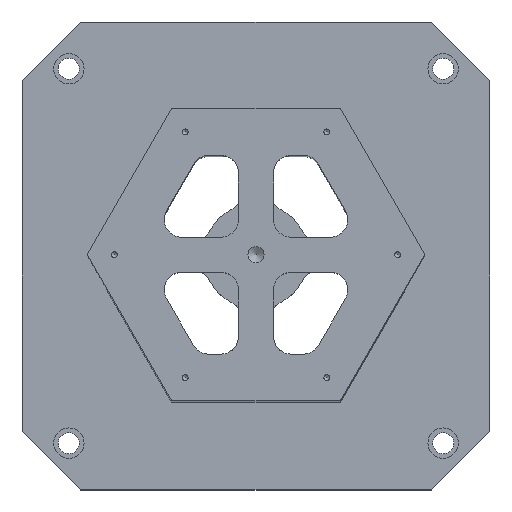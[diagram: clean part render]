
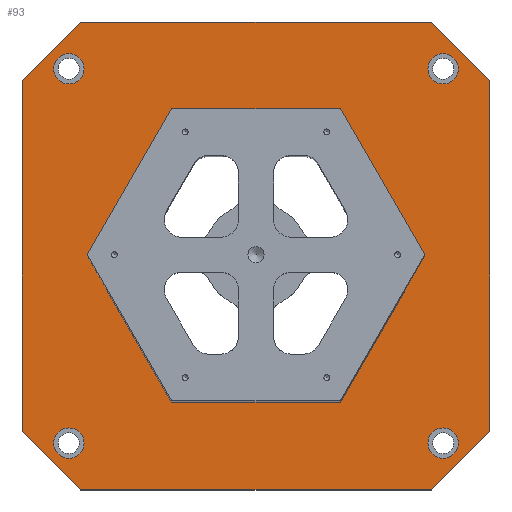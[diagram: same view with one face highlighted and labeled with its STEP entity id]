
A CAD part, top view. The second image highlights one B-rep face of the part: STEP entity #93.
In plain terms, the highlighted planar face has unit normal (0, 0, 1).
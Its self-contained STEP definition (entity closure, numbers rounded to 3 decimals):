
#93 = ADVANCED_FACE( '', ( #261, #262, #263, #264, #265, #266 ), #267, .T. );
#261 = FACE_BOUND( '', #574, .T. );
#262 = FACE_BOUND( '', #575, .T. );
#263 = FACE_BOUND( '', #576, .T. );
#264 = FACE_BOUND( '', #577, .T. );
#265 = FACE_BOUND( '', #578, .T. );
#266 = FACE_OUTER_BOUND( '', #579, .T. );
#267 = PLANE( '', #580 );
#574 = EDGE_LOOP( '', ( #1084 ) );
#575 = EDGE_LOOP( '', ( #1085 ) );
#576 = EDGE_LOOP( '', ( #1086 ) );
#577 = EDGE_LOOP( '', ( #1087 ) );
#578 = EDGE_LOOP( '', ( #1088, #1089, #1090, #1091, #1092, #1093 ) );
#579 = EDGE_LOOP( '', ( #1094, #1095, #1096, #1097, #1098, #1099, #1100, #1101 ) );
#580 = AXIS2_PLACEMENT_3D( '', #1102, #1103, #1104 );
#1084 = ORIENTED_EDGE( '', *, *, #2014, .T. );
#1085 = ORIENTED_EDGE( '', *, *, #2015, .T. );
#1086 = ORIENTED_EDGE( '', *, *, #2016, .T. );
#1087 = ORIENTED_EDGE( '', *, *, #2017, .T. );
#1088 = ORIENTED_EDGE( '', *, *, #2013, .F. );
#1089 = ORIENTED_EDGE( '', *, *, #2011, .F. );
#1090 = ORIENTED_EDGE( '', *, *, #2009, .F. );
#1091 = ORIENTED_EDGE( '', *, *, #2007, .F. );
#1092 = ORIENTED_EDGE( '', *, *, #2005, .F. );
#1093 = ORIENTED_EDGE( '', *, *, #1973, .F. );
#1094 = ORIENTED_EDGE( '', *, *, #2018, .T. );
#1095 = ORIENTED_EDGE( '', *, *, #2019, .T. );
#1096 = ORIENTED_EDGE( '', *, *, #1924, .T. );
#1097 = ORIENTED_EDGE( '', *, *, #1848, .T. );
#1098 = ORIENTED_EDGE( '', *, *, #2020, .T. );
#1099 = ORIENTED_EDGE( '', *, *, #2021, .T. );
#1100 = ORIENTED_EDGE( '', *, *, #2022, .T. );
#1101 = ORIENTED_EDGE( '', *, *, #2023, .T. );
#1102 = CARTESIAN_POINT( '', ( -200., -200., 50. ) );
#1103 = DIRECTION( '', ( 0., 0., 1. ) );
#1104 = DIRECTION( '', ( 1., 0., 0. ) );
#1848 = EDGE_CURVE( '', #2176, #2177, #2178, .F. );
#1924 = EDGE_CURVE( '', #2319, #2176, #2320, .T. );
#1973 = EDGE_CURVE( '', #2408, #2410, #2411, .T. );
#2005 = EDGE_CURVE( '', #2410, #2473, #2474, .T. );
#2007 = EDGE_CURVE( '', #2473, #2476, #2477, .T. );
#2009 = EDGE_CURVE( '', #2476, #2479, #2480, .T. );
#2011 = EDGE_CURVE( '', #2479, #2482, #2483, .T. );
#2013 = EDGE_CURVE( '', #2482, #2408, #2485, .T. );
#2014 = EDGE_CURVE( '', #2486, #2486, #2487, .T. );
#2015 = EDGE_CURVE( '', #2488, #2488, #2489, .T. );
#2016 = EDGE_CURVE( '', #2490, #2490, #2491, .T. );
#2017 = EDGE_CURVE( '', #2492, #2492, #2493, .T. );
#2018 = EDGE_CURVE( '', #2494, #2495, #2496, .T. );
#2019 = EDGE_CURVE( '', #2495, #2319, #2497, .F. );
#2020 = EDGE_CURVE( '', #2177, #2498, #2499, .T. );
#2021 = EDGE_CURVE( '', #2498, #2500, #2501, .F. );
#2022 = EDGE_CURVE( '', #2500, #2502, #2503, .T. );
#2023 = EDGE_CURVE( '', #2502, #2494, #2504, .F. );
#2176 = VERTEX_POINT( '', #2706 );
#2177 = VERTEX_POINT( '', #2707 );
#2178 = LINE( '', #2708, #2709 );
#2319 = VERTEX_POINT( '', #2898 );
#2320 = LINE( '', #2899, #2900 );
#2408 = VERTEX_POINT( '', #3007 );
#2410 = VERTEX_POINT( '', #3010 );
#2411 = LINE( '', #3011, #3012 );
#2473 = VERTEX_POINT( '', #3089 );
#2474 = LINE( '', #3090, #3091 );
#2476 = VERTEX_POINT( '', #3094 );
#2477 = LINE( '', #3095, #3096 );
#2479 = VERTEX_POINT( '', #3099 );
#2480 = LINE( '', #3100, #3101 );
#2482 = VERTEX_POINT( '', #3104 );
#2483 = LINE( '', #3105, #3106 );
#2485 = LINE( '', #3109, #3110 );
#2486 = VERTEX_POINT( '', #3111 );
#2487 = CIRCLE( '', #3112, 13. );
#2488 = VERTEX_POINT( '', #3113 );
#2489 = CIRCLE( '', #3114, 13. );
#2490 = VERTEX_POINT( '', #3115 );
#2491 = CIRCLE( '', #3116, 13. );
#2492 = VERTEX_POINT( '', #3117 );
#2493 = CIRCLE( '', #3118, 13. );
#2494 = VERTEX_POINT( '', #3119 );
#2495 = VERTEX_POINT( '', #3120 );
#2496 = LINE( '', #3121, #3122 );
#2497 = LINE( '', #3123, #3124 );
#2498 = VERTEX_POINT( '', #3125 );
#2499 = LINE( '', #3126, #3127 );
#2500 = VERTEX_POINT( '', #3128 );
#2501 = LINE( '', #3129, #3130 );
#2502 = VERTEX_POINT( '', #3131 );
#2503 = LINE( '', #3132, #3133 );
#2504 = LINE( '', #3134, #3135 );
#2706 = CARTESIAN_POINT( '', ( -200., -150., 50. ) );
#2707 = CARTESIAN_POINT( '', ( -150., -200., 50. ) );
#2708 = CARTESIAN_POINT( '', ( -175., -175., 50. ) );
#2709 = VECTOR( '', #3394, 1000. );
#2898 = CARTESIAN_POINT( '', ( -200., 150., 50. ) );
#2899 = CARTESIAN_POINT( '', ( -200., 200., 50. ) );
#2900 = VECTOR( '', #3518, 1000. );
#3007 = CARTESIAN_POINT( '', ( -72.169, -125., 50. ) );
#3010 = CARTESIAN_POINT( '', ( 72.169, -125., 50. ) );
#3011 = CARTESIAN_POINT( '', ( -200., -125., 50. ) );
#3012 = VECTOR( '', #3623, 1000. );
#3089 = CARTESIAN_POINT( '', ( 144.338, 0., 50. ) );
#3090 = CARTESIAN_POINT( '', ( -28.349, -299.103, 50. ) );
#3091 = VECTOR( '', #3687, 1000. );
#3094 = CARTESIAN_POINT( '', ( 72.169, 125., 50. ) );
#3095 = CARTESIAN_POINT( '', ( 144.856, -0.897, 50. ) );
#3096 = VECTOR( '', #3689, 1000. );
#3099 = CARTESIAN_POINT( '', ( -72.169, 125., 50. ) );
#3100 = CARTESIAN_POINT( '', ( -200., 125., 50. ) );
#3101 = VECTOR( '', #3691, 1000. );
#3104 = CARTESIAN_POINT( '', ( -144.338, 0., 50. ) );
#3105 = CARTESIAN_POINT( '', ( -244.856, -174.103, 50. ) );
#3106 = VECTOR( '', #3693, 1000. );
#3109 = CARTESIAN_POINT( '', ( -71.651, -125.897, 50. ) );
#3110 = VECTOR( '', #3695, 1000. );
#3111 = CARTESIAN_POINT( '', ( -160., -173., 50. ) );
#3112 = AXIS2_PLACEMENT_3D( '', #3696, #3697, #3698 );
#3113 = CARTESIAN_POINT( '', ( 160., -173., 50. ) );
#3114 = AXIS2_PLACEMENT_3D( '', #3699, #3700, #3701 );
#3115 = CARTESIAN_POINT( '', ( 160., 147., 50. ) );
#3116 = AXIS2_PLACEMENT_3D( '', #3702, #3703, #3704 );
#3117 = CARTESIAN_POINT( '', ( -160., 147., 50. ) );
#3118 = AXIS2_PLACEMENT_3D( '', #3705, #3706, #3707 );
#3119 = CARTESIAN_POINT( '', ( 150., 200., 50. ) );
#3120 = CARTESIAN_POINT( '', ( -150., 200., 50. ) );
#3121 = CARTESIAN_POINT( '', ( 200., 200., 50. ) );
#3122 = VECTOR( '', #3708, 1000. );
#3123 = CARTESIAN_POINT( '', ( -375., -25., 50. ) );
#3124 = VECTOR( '', #3709, 1000. );
#3125 = CARTESIAN_POINT( '', ( 150., -200., 50. ) );
#3126 = CARTESIAN_POINT( '', ( -200., -200., 50. ) );
#3127 = VECTOR( '', #3710, 1000. );
#3128 = CARTESIAN_POINT( '', ( 200., -150., 50. ) );
#3129 = CARTESIAN_POINT( '', ( -25., -375., 50. ) );
#3130 = VECTOR( '', #3711, 1000. );
#3131 = CARTESIAN_POINT( '', ( 200., 150., 50. ) );
#3132 = CARTESIAN_POINT( '', ( 200., -200., 50. ) );
#3133 = VECTOR( '', #3712, 1000. );
#3134 = CARTESIAN_POINT( '', ( 175., 175., 50. ) );
#3135 = VECTOR( '', #3713, 1000. );
#3394 = DIRECTION( '', ( -0.707, 0.707, 0. ) );
#3518 = DIRECTION( '', ( 0., -1., 0. ) );
#3623 = DIRECTION( '', ( 1., 0., 0. ) );
#3687 = DIRECTION( '', ( 0.5, 0.866, 0. ) );
#3689 = DIRECTION( '', ( -0.5, 0.866, 0. ) );
#3691 = DIRECTION( '', ( -1., 0., 0. ) );
#3693 = DIRECTION( '', ( -0.5, -0.866, 0. ) );
#3695 = DIRECTION( '', ( 0.5, -0.866, 0. ) );
#3696 = CARTESIAN_POINT( '', ( -160., -160., 50. ) );
#3697 = DIRECTION( '', ( 0., 0., -1. ) );
#3698 = DIRECTION( '', ( 0., -1., 0. ) );
#3699 = CARTESIAN_POINT( '', ( 160., -160., 50. ) );
#3700 = DIRECTION( '', ( 0., 0., -1. ) );
#3701 = DIRECTION( '', ( 0., -1., 0. ) );
#3702 = CARTESIAN_POINT( '', ( 160., 160., 50. ) );
#3703 = DIRECTION( '', ( 0., 0., -1. ) );
#3704 = DIRECTION( '', ( 0., -1., 0. ) );
#3705 = CARTESIAN_POINT( '', ( -160., 160., 50. ) );
#3706 = DIRECTION( '', ( 0., 0., -1. ) );
#3707 = DIRECTION( '', ( 0., -1., 0. ) );
#3708 = DIRECTION( '', ( -1., 0., 0. ) );
#3709 = DIRECTION( '', ( 0.707, 0.707, 0. ) );
#3710 = DIRECTION( '', ( 1., 0., 0. ) );
#3711 = DIRECTION( '', ( -0.707, -0.707, 0. ) );
#3712 = DIRECTION( '', ( 0., 1., 0. ) );
#3713 = DIRECTION( '', ( 0.707, -0.707, 0. ) );
